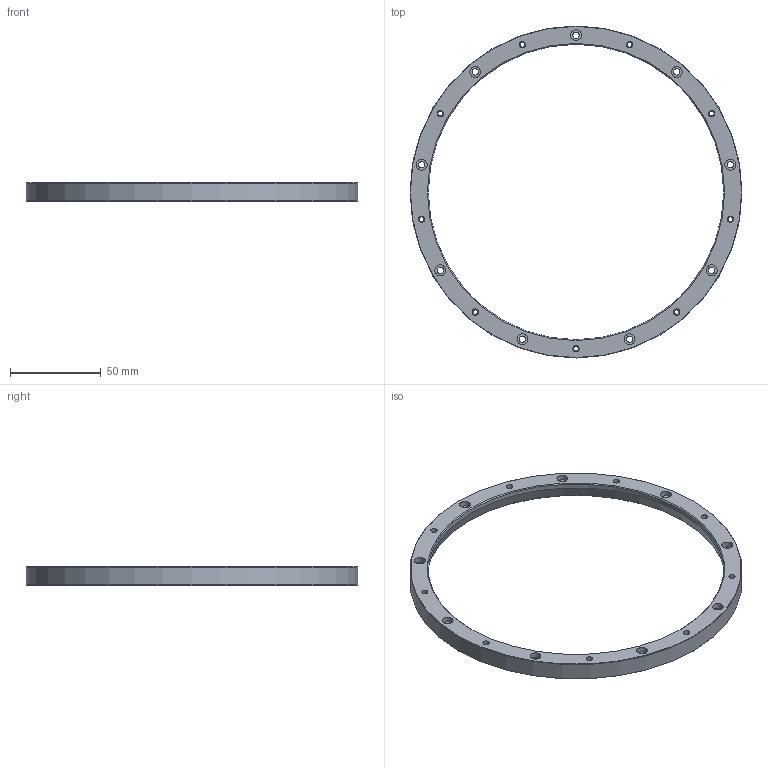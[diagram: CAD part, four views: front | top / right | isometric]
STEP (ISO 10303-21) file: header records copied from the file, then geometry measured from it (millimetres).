
FILE_DESCRIPTION(/* description */ (''),/* implementation_level */ '2;1');
FILE_NAME(/* name */ 'RESM20USA183-A_RESM 20um RING 183mm A FORM.stp',/* time_stamp */ '2019-11-07T10:23:05+00:00',/* author */ (''),/* organization */ (''),/* preprocessor_version */ 'ST-DEVELOPER v16.7',/* originating_system */ 'SIEMENS PLM Software NX 12.0',/* authorisation */ '');
FILE_SCHEMA (('AUTOMOTIVE_DESIGN { 1 0 10303 214 3 1 1 1 }'));
Length unit declared in the file: millimetre
Products named in the file (1): rc133D10325Clbub
Bounding box: 183.25 x 183.25 x 10 mm (x, y, z)
Volume: 49347.7 mm3; surface area: 22380.8 mm2
Topology: 1 solids, 1 shells, 63 faces, 134 edges, 91 vertices
Faces by surface type: cylinder 38, plane 20, cone 5
Full cylindrical faces by diameter (mm): 2.6 x9, 3.5 x18, 6 x9, 163.02 x1, 183.25 x1
Entity records: 1552 total; most frequent: DIRECTION 290, CARTESIAN_POINT 226, FACE_BOUND 162, EDGE_LOOP 162, ORIENTED_EDGE 162, AXIS2_PLACEMENT_3D 145, VERTEX_POINT 81, EDGE_CURVE 81
